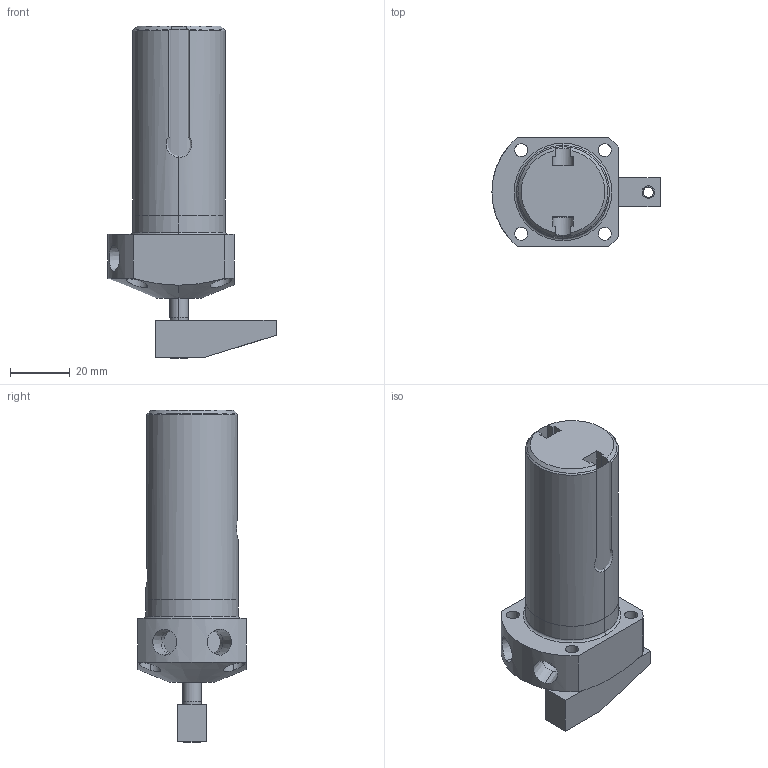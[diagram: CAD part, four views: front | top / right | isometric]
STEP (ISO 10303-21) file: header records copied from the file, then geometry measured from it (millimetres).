
FILE_DESCRIPTION((''),'2;1');
FILE_NAME('ILCP1504600_ASM','2010-09-15T',('jdw'),(''),'PRO/ENGINEER BY PARAMETRIC TECHNOLOGY CORPORATION, 2007460','PRO/ENGINEER BY PARAMETRIC TECHNOLOGY CORPORATION, 2007460','');
FILE_SCHEMA(('AUTOMOTIVE_DESIGN_CC2 { 1 2 10303 214 -1 1 5 2 }'));
Length unit declared in the file: inch
Products named in the file (3): ILCP1504600; ILC91500503; ILCP1504600_ASM
Assembly tree (2 placements, depth 2):
  ILCP1504600_ASM
    ILCP1504600
    ILC91500503
Bounding box: 56.35 x 36.53 x 111.26 mm (x, y, z)
Volume: 76615.4 mm3; surface area: 23767 mm2
Topology: 2 solids, 6 shells, 123 faces, 301 edges, 197 vertices
Faces by surface type: plane 52, cylinder 47, cone 16, bspline 4, torus 4
Entity records: 5502 total; most frequent: CARTESIAN_POINT 1328, DIRECTION 622, ORIENTED_EDGE 586, EDGE_CURVE 299, PRESENTATION_STYLE_ASSIGNMENT 277, STYLED_ITEM 253, CURVE_STYLE 250, AXIS2_PLACEMENT_3D 240
